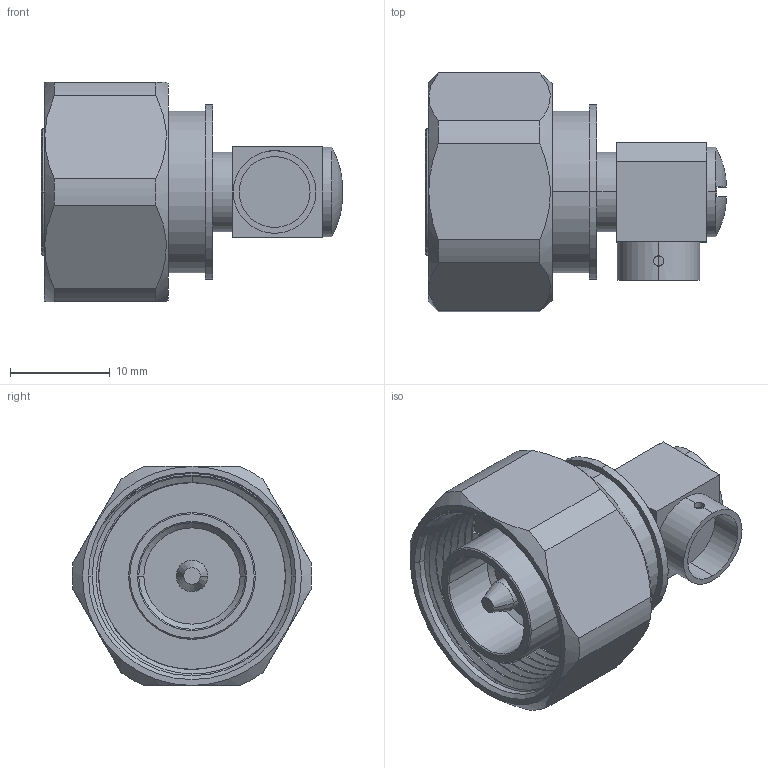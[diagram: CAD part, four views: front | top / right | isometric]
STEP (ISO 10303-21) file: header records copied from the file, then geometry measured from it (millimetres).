
FILE_DESCRIPTION (( 'STEP AP214' ), '1' );
FILE_NAME ('PE45655.step', '2021-01-28T21:22:33', ( '' ), ( '' ), 'SwSTEP 2.0', 'SolidWorks 2018', '' );
FILE_SCHEMA (( 'AUTOMOTIVE_DESIGN' ));
Length unit declared in the file: inch
Products named in the file (1): PE45655
Bounding box: 30.16 x 23.98 x 22 mm (x, y, z)
Volume: 5303.8 mm3; surface area: 4485.7 mm2
Topology: 2 solids, 3 shells, 112 faces, 273 edges, 177 vertices
Faces by surface type: cylinder 51, plane 32, cone 21, bspline 6, torus 2
Entity records: 5295 total; most frequent: CARTESIAN_POINT 2745, ORIENTED_EDGE 546, DIRECTION 495, EDGE_CURVE 273, AXIS2_PLACEMENT_3D 197, VERTEX_POINT 177, EDGE_LOOP 124, ADVANCED_FACE 112
